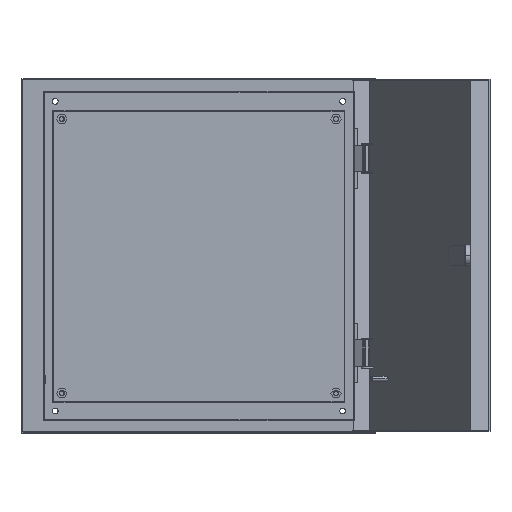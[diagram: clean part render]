
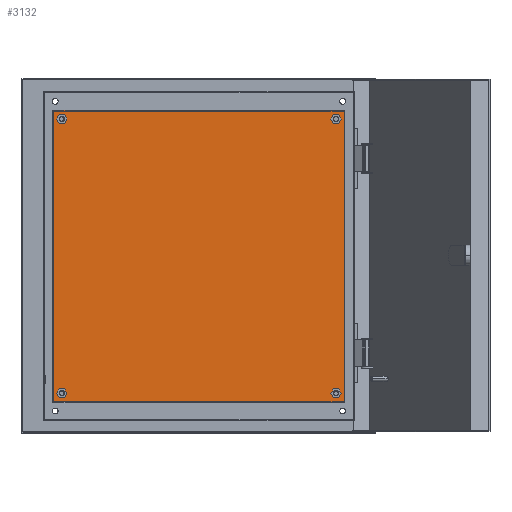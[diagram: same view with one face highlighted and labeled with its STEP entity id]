
A CAD part, top view. The second image highlights one B-rep face of the part: STEP entity #3132.
In plain terms, the highlighted planar face has unit normal (0, 0, 1).
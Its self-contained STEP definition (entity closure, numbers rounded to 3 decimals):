
#22 = AXIS2_PLACEMENT_3D ( 'NONE', #5254, #4769, #4690 ) ;
#75 = EDGE_CURVE ( 'NONE', #1801, #3214, #1285, .T. ) ;
#84 = EDGE_CURVE ( 'NONE', #3953, #3928, #1449, .T. ) ;
#128 = EDGE_CURVE ( 'NONE', #3928, #3953, #4539, .T. ) ;
#132 = AXIS2_PLACEMENT_3D ( 'NONE', #2052, #5981, #5462 ) ;
#133 = EDGE_LOOP ( 'NONE', ( #1497, #5179 ) ) ;
#241 = CIRCLE ( 'NONE', #616, 4. ) ;
#321 = DIRECTION ( 'NONE',  ( 0., 0., 1. ) ) ;
#324 = CIRCLE ( 'NONE', #4697, 4. ) ;
#367 = ORIENTED_EDGE ( 'NONE', *, *, #436, .T. ) ;
#436 = EDGE_CURVE ( 'NONE', #3214, #3490, #2633, .T. ) ;
#487 = CARTESIAN_POINT ( 'NONE',  ( -159., 155., 0. ) ) ;
#489 = ORIENTED_EDGE ( 'NONE', *, *, #4061, .F. ) ;
#523 = LINE ( 'NONE', #1388, #6067 ) ;
#616 = AXIS2_PLACEMENT_3D ( 'NONE', #3042, #1554, #3979 ) ;
#799 = ORIENTED_EDGE ( 'NONE', *, *, #75, .T. ) ;
#854 = CARTESIAN_POINT ( 'NONE',  ( -151., -155., 0. ) ) ;
#862 = ORIENTED_EDGE ( 'NONE', *, *, #3400, .F. ) ;
#1184 = EDGE_CURVE ( 'NONE', #1778, #3196, #4492, .T. ) ;
#1192 = AXIS2_PLACEMENT_3D ( 'NONE', #3248, #5745, #5278 ) ;
#1223 = FACE_BOUND ( 'NONE', #133, .T. ) ;
#1285 = LINE ( 'NONE', #1446, #4911 ) ;
#1373 = CARTESIAN_POINT ( 'NONE',  ( 151., -155., 0. ) ) ;
#1388 = CARTESIAN_POINT ( 'NONE',  ( 165., 165., 0. ) ) ;
#1404 = DIRECTION ( 'NONE',  ( -1., 0., 0. ) ) ;
#1427 = CARTESIAN_POINT ( 'NONE',  ( 155., 155., 0. ) ) ;
#1446 = CARTESIAN_POINT ( 'NONE',  ( -165., 165., 0. ) ) ;
#1449 = CIRCLE ( 'NONE', #3008, 4. ) ;
#1497 = ORIENTED_EDGE ( 'NONE', *, *, #1500, .F. ) ;
#1500 = EDGE_CURVE ( 'NONE', #5219, #5127, #324, .T. ) ;
#1532 = CIRCLE ( 'NONE', #6030, 4. ) ;
#1554 = DIRECTION ( 'NONE',  ( 0., 0., 1. ) ) ;
#1574 = ORIENTED_EDGE ( 'NONE', *, *, #5250, .T. ) ;
#1611 = LINE ( 'NONE', #3963, #6234 ) ;
#1689 = CIRCLE ( 'NONE', #132, 4. ) ;
#1778 = VERTEX_POINT ( 'NONE', #1867 ) ;
#1798 = EDGE_LOOP ( 'NONE', ( #3148, #5029 ) ) ;
#1801 = VERTEX_POINT ( 'NONE', #3320 ) ;
#1867 = CARTESIAN_POINT ( 'NONE',  ( 159., -155., 0. ) ) ;
#1948 = VECTOR ( 'NONE', #4407, 1000. ) ;
#2035 = EDGE_CURVE ( 'NONE', #3196, #1778, #241, .T. ) ;
#2052 = CARTESIAN_POINT ( 'NONE',  ( -155., 155., 0. ) ) ;
#2102 = DIRECTION ( 'NONE',  ( 1., 0., 0. ) ) ;
#2253 = EDGE_LOOP ( 'NONE', ( #862, #489 ) ) ;
#2274 = ORIENTED_EDGE ( 'NONE', *, *, #84, .F. ) ;
#2304 = FACE_BOUND ( 'NONE', #1798, .T. ) ;
#2318 = DIRECTION ( 'NONE',  ( 0., 0., 1. ) ) ;
#2515 = DIRECTION ( 'NONE',  ( 0., 0., 1. ) ) ;
#2595 = CARTESIAN_POINT ( 'NONE',  ( 155., -155., 0. ) ) ;
#2633 = LINE ( 'NONE', #5481, #1948 ) ;
#2670 = CARTESIAN_POINT ( 'NONE',  ( -159., -155., 0. ) ) ;
#2706 = CARTESIAN_POINT ( 'NONE',  ( 159., 155., 0. ) ) ;
#2828 = CARTESIAN_POINT ( 'NONE',  ( 0., 0., 0. ) ) ;
#3008 = AXIS2_PLACEMENT_3D ( 'NONE', #4166, #321, #3689 ) ;
#3042 = CARTESIAN_POINT ( 'NONE',  ( 155., -155., 0. ) ) ;
#3067 = CIRCLE ( 'NONE', #1192, 4. ) ;
#3090 = VERTEX_POINT ( 'NONE', #2706 ) ;
#3132 = ADVANCED_FACE ( 'NONE', ( #5391, #2304, #3843, #1223, #5233 ), #4344, .T. ) ;
#3148 = ORIENTED_EDGE ( 'NONE', *, *, #1184, .F. ) ;
#3179 = DIRECTION ( 'NONE',  ( 0., 0., 1. ) ) ;
#3196 = VERTEX_POINT ( 'NONE', #1373 ) ;
#3214 = VERTEX_POINT ( 'NONE', #3940 ) ;
#3248 = CARTESIAN_POINT ( 'NONE',  ( 155., 155., 0. ) ) ;
#3272 = CARTESIAN_POINT ( 'NONE',  ( 165., 165., 0. ) ) ;
#3320 = CARTESIAN_POINT ( 'NONE',  ( -165., 165., 0. ) ) ;
#3400 = EDGE_CURVE ( 'NONE', #3090, #4276, #3067, .T. ) ;
#3490 = VERTEX_POINT ( 'NONE', #6334 ) ;
#3578 = EDGE_CURVE ( 'NONE', #5127, #5219, #1689, .T. ) ;
#3689 = DIRECTION ( 'NONE',  ( -1., 0., 0. ) ) ;
#3843 = FACE_BOUND ( 'NONE', #2253, .T. ) ;
#3928 = VERTEX_POINT ( 'NONE', #854 ) ;
#3940 = CARTESIAN_POINT ( 'NONE',  ( -165., -165., 0. ) ) ;
#3953 = VERTEX_POINT ( 'NONE', #2670 ) ;
#3963 = CARTESIAN_POINT ( 'NONE',  ( -165., 165., 0. ) ) ;
#3979 = DIRECTION ( 'NONE',  ( 1., 0., 0. ) ) ;
#4061 = EDGE_CURVE ( 'NONE', #4276, #3090, #1532, .T. ) ;
#4166 = CARTESIAN_POINT ( 'NONE',  ( -155., -155., 0. ) ) ;
#4276 = VERTEX_POINT ( 'NONE', #5256 ) ;
#4344 = PLANE ( 'NONE',  #5830 ) ;
#4399 = VERTEX_POINT ( 'NONE', #3272 ) ;
#4407 = DIRECTION ( 'NONE',  ( 1., 0., 0. ) ) ;
#4492 = CIRCLE ( 'NONE', #4919, 4. ) ;
#4534 = EDGE_CURVE ( 'NONE', #3490, #4399, #523, .T. ) ;
#4539 = CIRCLE ( 'NONE', #22, 4. ) ;
#4585 = ORIENTED_EDGE ( 'NONE', *, *, #4534, .T. ) ;
#4690 = DIRECTION ( 'NONE',  ( -1., 0., 0. ) ) ;
#4697 = AXIS2_PLACEMENT_3D ( 'NONE', #6151, #3179, #2102 ) ;
#4741 = ORIENTED_EDGE ( 'NONE', *, *, #128, .F. ) ;
#4769 = DIRECTION ( 'NONE',  ( 0., 0., 1. ) ) ;
#4841 = DIRECTION ( 'NONE',  ( 0., -1., 0. ) ) ;
#4877 = DIRECTION ( 'NONE',  ( 0., 1., 0. ) ) ;
#4911 = VECTOR ( 'NONE', #4841, 1000. ) ;
#4919 = AXIS2_PLACEMENT_3D ( 'NONE', #2595, #2515, #5963 ) ;
#5013 = DIRECTION ( 'NONE',  ( -1., 0., 0. ) ) ;
#5029 = ORIENTED_EDGE ( 'NONE', *, *, #2035, .F. ) ;
#5117 = EDGE_LOOP ( 'NONE', ( #4741, #2274 ) ) ;
#5127 = VERTEX_POINT ( 'NONE', #487 ) ;
#5179 = ORIENTED_EDGE ( 'NONE', *, *, #3578, .F. ) ;
#5219 = VERTEX_POINT ( 'NONE', #5971 ) ;
#5233 = FACE_OUTER_BOUND ( 'NONE', #5969, .T. ) ;
#5250 = EDGE_CURVE ( 'NONE', #4399, #1801, #1611, .T. ) ;
#5254 = CARTESIAN_POINT ( 'NONE',  ( -155., -155., 0. ) ) ;
#5256 = CARTESIAN_POINT ( 'NONE',  ( 151., 155., 0. ) ) ;
#5278 = DIRECTION ( 'NONE',  ( -1., 0., 0. ) ) ;
#5391 = FACE_BOUND ( 'NONE', #5117, .T. ) ;
#5462 = DIRECTION ( 'NONE',  ( 1., 0., 0. ) ) ;
#5481 = CARTESIAN_POINT ( 'NONE',  ( -165., -165., 0. ) ) ;
#5745 = DIRECTION ( 'NONE',  ( 0., 0., 1. ) ) ;
#5830 = AXIS2_PLACEMENT_3D ( 'NONE', #2828, #2318, #6294 ) ;
#5963 = DIRECTION ( 'NONE',  ( 1., 0., 0. ) ) ;
#5969 = EDGE_LOOP ( 'NONE', ( #799, #367, #4585, #1574 ) ) ;
#5971 = CARTESIAN_POINT ( 'NONE',  ( -151., 155., 0. ) ) ;
#5981 = DIRECTION ( 'NONE',  ( 0., 0., 1. ) ) ;
#6030 = AXIS2_PLACEMENT_3D ( 'NONE', #1427, #2385, #1404 ) ;
#6067 = VECTOR ( 'NONE', #4877, 1000. ) ;
#6151 = CARTESIAN_POINT ( 'NONE',  ( -155., 155., 0. ) ) ;
#6234 = VECTOR ( 'NONE', #5013, 1000. ) ;
#6294 = DIRECTION ( 'NONE',  ( 1., 0., 0. ) ) ;
#6334 = CARTESIAN_POINT ( 'NONE',  ( 165., -165., 0. ) ) ;
#2385 = DIRECTION ( 'NONE',  ( 0., 0., 1. ) ) ;
